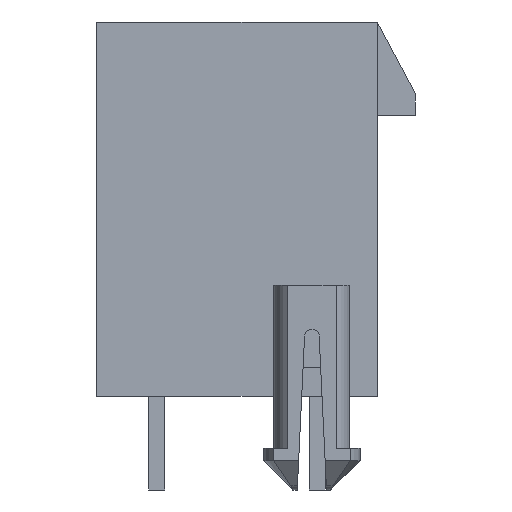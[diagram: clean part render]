
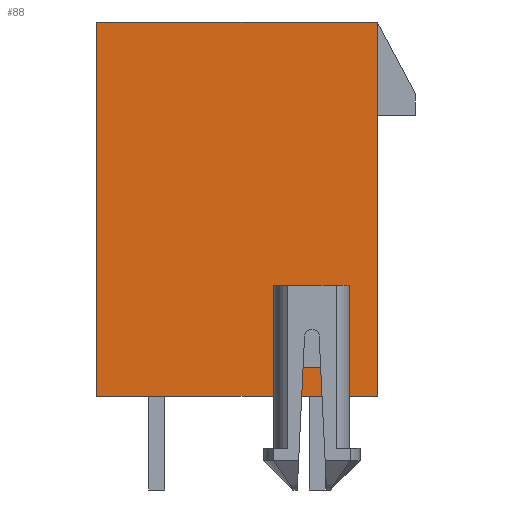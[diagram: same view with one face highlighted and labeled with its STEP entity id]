
A CAD part, left-side view. The second image highlights one B-rep face of the part: STEP entity #88.
In plain terms, the highlighted planar face has unit normal (-1, 0, 0).
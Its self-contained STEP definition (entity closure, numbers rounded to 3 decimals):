
#88=ADVANCED_FACE('',(#621,#622),#623,.T.);
#621=FACE_OUTER_BOUND('',#1582,.T.);
#622=FACE_BOUND('',#1583,.T.);
#623=PLANE('',#1584);
#1582=EDGE_LOOP('',(#3037,#3038,#3039,#3040));
#1583=EDGE_LOOP('',(#3041,#3042,#3043,#3044));
#1584=AXIS2_PLACEMENT_3D('',#3045,#3046,#3047);
#3037=ORIENTED_EDGE('',*,*,#6371,.T.);
#3038=ORIENTED_EDGE('',*,*,#6404,.F.);
#3039=ORIENTED_EDGE('',*,*,#6505,.F.);
#3040=ORIENTED_EDGE('',*,*,#6091,.T.);
#3041=ORIENTED_EDGE('',*,*,#6506,.F.);
#3042=ORIENTED_EDGE('',*,*,#6507,.F.);
#3043=ORIENTED_EDGE('',*,*,#6508,.T.);
#3044=ORIENTED_EDGE('',*,*,#6509,.F.);
#3045=CARTESIAN_POINT('',(-21.55,4.8,-12.8));
#3046=DIRECTION('',(-1.0,0.0,0.0));
#3047=DIRECTION('',(0.0,0.0,1.0));
#6091=EDGE_CURVE('',#7261,#7259,#7262,.T.);
#6371=EDGE_CURVE('',#7259,#7793,#7796,.T.);
#6404=EDGE_CURVE('',#7836,#7793,#7838,.T.);
#6505=EDGE_CURVE('',#7261,#7836,#8039,.T.);
#6506=EDGE_CURVE('',#8040,#8041,#8042,.T.);
#6507=EDGE_CURVE('',#8043,#8040,#8044,.T.);
#6508=EDGE_CURVE('',#8043,#8045,#8046,.T.);
#6509=EDGE_CURVE('',#8041,#8045,#8047,.T.);
#7259=VERTEX_POINT('',#9209);
#7261=VERTEX_POINT('',#9212);
#7262=LINE('',#9213,#9214);
#7793=VERTEX_POINT('',#10023);
#7796=LINE('',#10027,#10028);
#7836=VERTEX_POINT('',#10099);
#7838=LINE('',#10102,#10103);
#8039=LINE('',#10404,#10405);
#8040=VERTEX_POINT('',#10406);
#8041=VERTEX_POINT('',#10407);
#8042=LINE('',#10408,#10409);
#8043=VERTEX_POINT('',#10410);
#8044=LINE('',#10411,#10412);
#8045=VERTEX_POINT('',#10413);
#8046=LINE('',#10414,#10415);
#8047=LINE('',#10416,#10417);
#9209=CARTESIAN_POINT('',(-21.55,-4.8,-12.8));
#9212=CARTESIAN_POINT('',(-21.55,4.8,-12.8));
#9213=CARTESIAN_POINT('',(-21.55,4.8,-12.8));
#9214=VECTOR('',#12271,9.6);
#10023=CARTESIAN_POINT('',(-21.55,-4.8,0.0));
#10027=CARTESIAN_POINT('',(-21.55,-4.8,-12.8));
#10028=VECTOR('',#12551,12.8);
#10099=CARTESIAN_POINT('',(-21.55,4.8,0.0));
#10102=CARTESIAN_POINT('',(-21.55,4.8,0.0));
#10103=VECTOR('',#12584,9.6);
#10404=CARTESIAN_POINT('',(-21.55,4.8,-12.8));
#10405=VECTOR('',#12685,12.8);
#10406=CARTESIAN_POINT('',(-21.55,-3.31,-11.8));
#10407=CARTESIAN_POINT('',(-21.55,-3.31,-9.0));
#10408=CARTESIAN_POINT('',(-21.55,-3.31,-11.8));
#10409=VECTOR('',#12686,2.8);
#10410=CARTESIAN_POINT('',(-21.55,-1.81,-11.8));
#10411=CARTESIAN_POINT('',(-21.55,-1.81,-11.8));
#10412=VECTOR('',#12687,1.5);
#10413=CARTESIAN_POINT('',(-21.55,-1.81,-9.0));
#10414=CARTESIAN_POINT('',(-21.55,-1.81,-11.8));
#10415=VECTOR('',#12688,2.8);
#10416=CARTESIAN_POINT('',(-21.55,-3.31,-9.0));
#10417=VECTOR('',#12689,1.5);
#12271=DIRECTION('',(0.0,-1.0,0.0));
#12551=DIRECTION('',(0.0,0.0,1.0));
#12584=DIRECTION('',(0.0,-1.0,0.0));
#12685=DIRECTION('',(0.0,0.0,1.0));
#12686=DIRECTION('',(0.0,0.0,1.0));
#12687=DIRECTION('',(0.0,-1.0,0.0));
#12688=DIRECTION('',(0.0,0.0,1.0));
#12689=DIRECTION('',(0.0,1.0,0.0));
